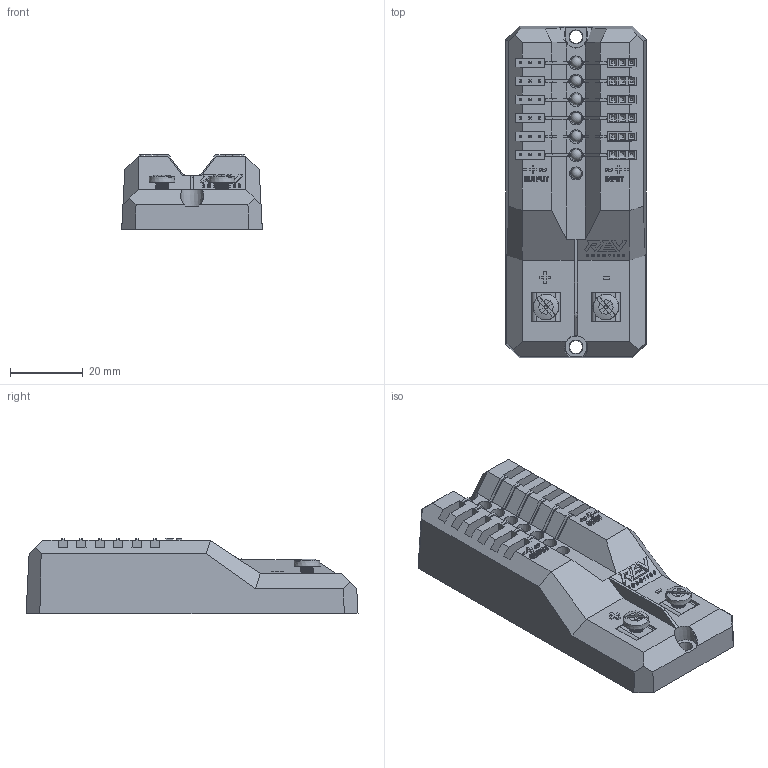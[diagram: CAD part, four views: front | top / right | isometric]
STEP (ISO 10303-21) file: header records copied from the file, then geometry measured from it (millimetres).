
FILE_DESCRIPTION(/* description */ ('STEP AP242','CAx-IF Rec.Pracs.---Representation and Presentation of Product Manufacturing Information (PMI)---4.0---2014-10-13','CAx-IF Rec.Pracs.---3D Tessellated Geometry---0.4---2014-09-14','2;1'),/* implementation_level */ '2;1');
FILE_NAME(/* name */ '6608f595a8042706ebdba9e0',/* time_stamp */ '2024-03-31T05:33:11Z',/* author */ (''),/* organization */ (''),/* preprocessor_version */ 'ST-DEVELOPER v19.4',/* originating_system */ ' ',/* authorisation */ ' ');
FILE_SCHEMA (('AP242_MANAGED_MODEL_BASED_3D_ENGINEERING_MIM_LF { 1 0 10303 442 1 1 4 }'));
Products named in the file (9): RRSRVPUBD0Heightspcb; Header-Male-11x3-EveryOtherNoPop; XLxx37; top_shell; cover; ScrewTerminalBase; ScrewTerminalScrew
Bounding box: 38.73 x 91.44 x 20.66 mm (x, y, z)
Volume: 22909 mm3; surface area: 38189.2 mm2
Topology: 9 solids, 9 shells, 2049 faces, 5460 edges, 3574 vertices
Faces by surface type: plane 1673, cylinder 184, bspline 112, cone 61, torus 12, sphere 7
Full cylindrical faces by diameter (mm): 0.889 x20, 0.991 x41, 1.587 x8, 1.85 x8, 2.009 x4, 3 x6, 3.2 x1, 3.251 x30, 3.505 x4, 3.683 x8, 5.131 x2
Entity records: 71888 total; most frequent: CARTESIAN_POINT 18239, ORIENTED_EDGE 10440, DIRECTION 9227, EDGE_CURVE 5220, LINE 4223, VECTOR 4223, VERTEX_POINT 3509, AXIS2_PLACEMENT_3D 2502
